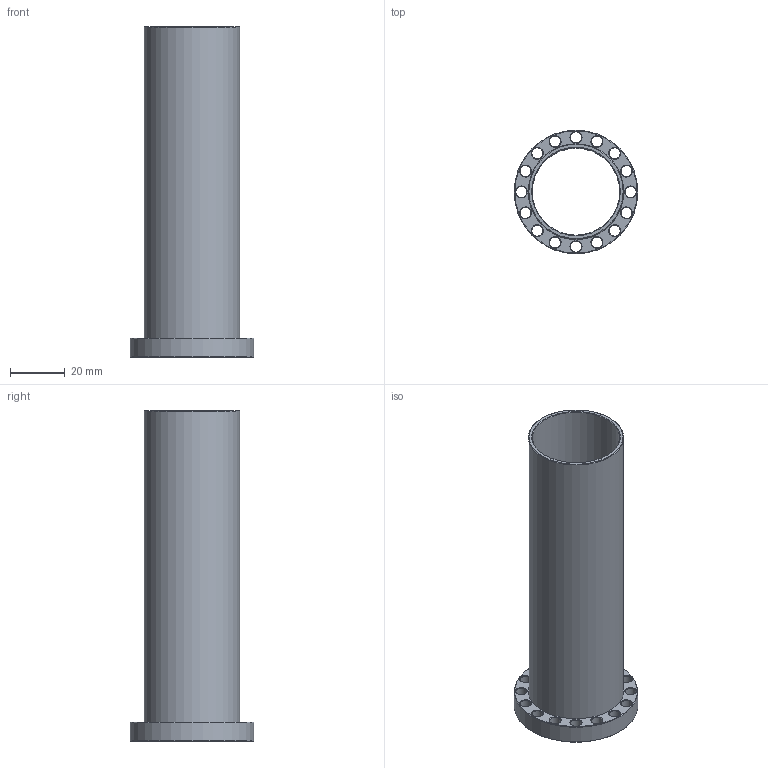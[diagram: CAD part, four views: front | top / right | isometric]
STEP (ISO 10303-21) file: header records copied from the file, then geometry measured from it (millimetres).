
FILE_DESCRIPTION(('FreeCAD Model'),'2;1');
FILE_NAME('Pièce_n°_7.step','2020-05-30T14:30:17',('jelode'),(''), 'Open CASCADE STEP processor 7.3','FreeCAD','Unknown');
FILE_SCHEMA(('AUTOMOTIVE_DESIGN { 1 0 10303 214 1 1 1 1 }'));
Length unit declared in the file: millimetre
Products named in the file (1): Cylindre_du_déplaceur
Bounding box: 45.2 x 45.2 x 120.8 mm (x, y, z)
Volume: 20784.2 mm3; surface area: 28028.2 mm2
Topology: 1 solids, 1 shells, 60 faces, 133 edges, 76 vertices
Faces by surface type: cone 37, cylinder 19, plane 3, bspline 1
Full cylindrical faces by diameter (mm): 4 x16, 32 x1, 34.85 x1, 45.2 x1
Entity records: 3613 total; most frequent: CARTESIAN_POINT 748, DIRECTION 571, LINE 282, VECTOR 282, ORIENTED_EDGE 266, PCURVE 266, DEFINITIONAL_REPRESENTATION 266, AXIS2_PLACEMENT_3D 134
